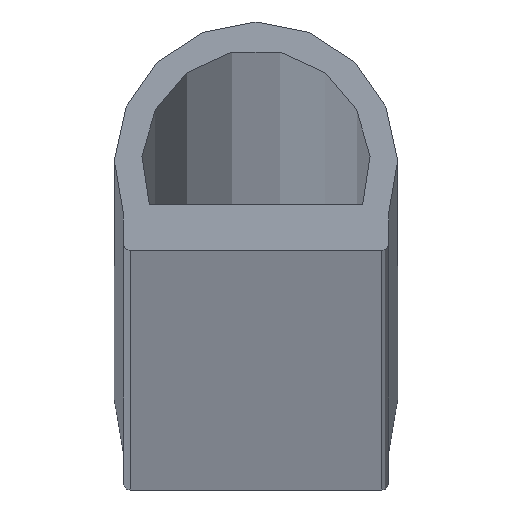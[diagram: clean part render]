
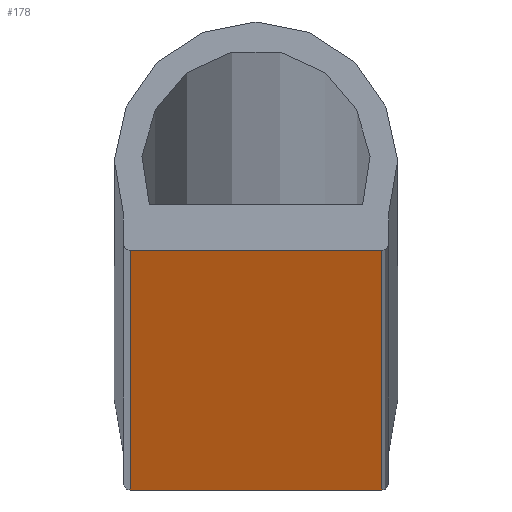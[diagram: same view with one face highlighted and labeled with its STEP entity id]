
A CAD part, top view. The second image highlights one B-rep face of the part: STEP entity #178.
In plain terms, the highlighted planar face has unit normal (0, -1, 0).
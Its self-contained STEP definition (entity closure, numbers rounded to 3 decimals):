
#17=PLANE('',#210);
#24=FACE_OUTER_BOUND('',#34,.T.);
#34=EDGE_LOOP('',(#129,#130,#131,#132));
#46=LINE('',#288,#62);
#47=LINE('',#291,#63);
#48=LINE('',#293,#64);
#49=LINE('',#294,#65);
#62=VECTOR('',#234,10.);
#63=VECTOR('',#237,10.);
#64=VECTOR('',#238,10.);
#65=VECTOR('',#239,10.);
#85=VERTEX_POINT('',#281);
#88=VERTEX_POINT('',#286);
#89=VERTEX_POINT('',#290);
#90=VERTEX_POINT('',#292);
#104=EDGE_CURVE('',#88,#85,#46,.T.);
#105=EDGE_CURVE('',#88,#89,#47,.T.);
#106=EDGE_CURVE('',#90,#89,#48,.T.);
#107=EDGE_CURVE('',#85,#90,#49,.T.);
#129=ORIENTED_EDGE('',*,*,#104,.F.);
#130=ORIENTED_EDGE('',*,*,#105,.T.);
#131=ORIENTED_EDGE('',*,*,#106,.F.);
#132=ORIENTED_EDGE('',*,*,#107,.F.);
#178=ADVANCED_FACE('',(#24),#17,.T.);
#210=AXIS2_PLACEMENT_3D('',#289,#235,#236);
#234=DIRECTION('',(0.,0.,1.));
#235=DIRECTION('center_axis',(0.,-1.,0.));
#236=DIRECTION('ref_axis',(1.,0.,0.));
#237=DIRECTION('',(1.,0.,0.));
#238=DIRECTION('',(0.,0.,-1.));
#239=DIRECTION('',(1.,0.,0.));
#281=CARTESIAN_POINT('',(-2.75,0.,3000.));
#286=CARTESIAN_POINT('',(-2.75,0.,0.));
#288=CARTESIAN_POINT('',(-2.75,0.,0.));
#289=CARTESIAN_POINT('Origin',(-2.9,0.,0.));
#290=CARTESIAN_POINT('',(2.75,0.,0.));
#291=CARTESIAN_POINT('',(-2.9,0.,0.));
#292=CARTESIAN_POINT('',(2.75,0.,3000.));
#293=CARTESIAN_POINT('',(2.75,0.,0.));
#294=CARTESIAN_POINT('',(-2.9,0.,3000.));
